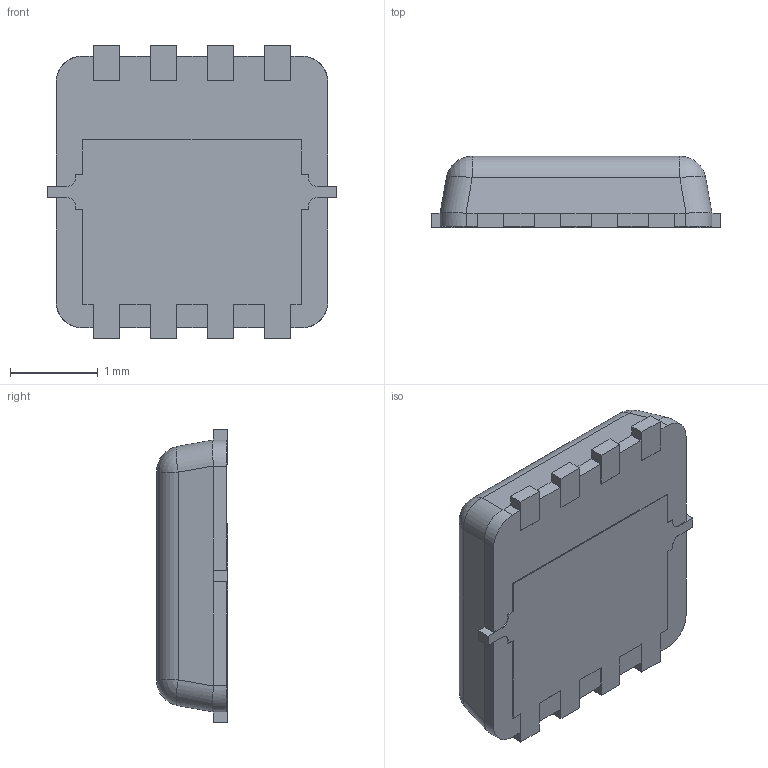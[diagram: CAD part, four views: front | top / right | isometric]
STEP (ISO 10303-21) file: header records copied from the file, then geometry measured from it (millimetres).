
FILE_DESCRIPTION (( 'STEP AP214' ), '1' );
FILE_NAME ('PDFN3333 (DFN8 3.3x3.3).STEP', '2023-09-14T11:43:12', ( '' ), ( '' ), 'SwSTEP 2.0', 'SolidWorks 2021', '' );
FILE_SCHEMA (( 'AUTOMOTIVE_DESIGN' ));
Length unit declared in the file: millimetre
Products named in the file (1): PDFN3333 (DFN8 3.3x3.3)
Bounding box: 3.3 x 0.81 x 3.35 mm (x, y, z)
Volume: 7.1 mm3; surface area: 27.3 mm2
Topology: 1 solids, 1 shells, 129 faces, 430 edges, 318 vertices
Faces by surface type: plane 107, cylinder 18, sphere 4
Entity records: 6791 total; most frequent: CARTESIAN_POINT 2166, ORIENTED_EDGE 860, DIRECTION 630, EDGE_CURVE 430, VERTEX_POINT 318, LINE 314, VECTOR 314, AXIS2_PLACEMENT_3D 158
